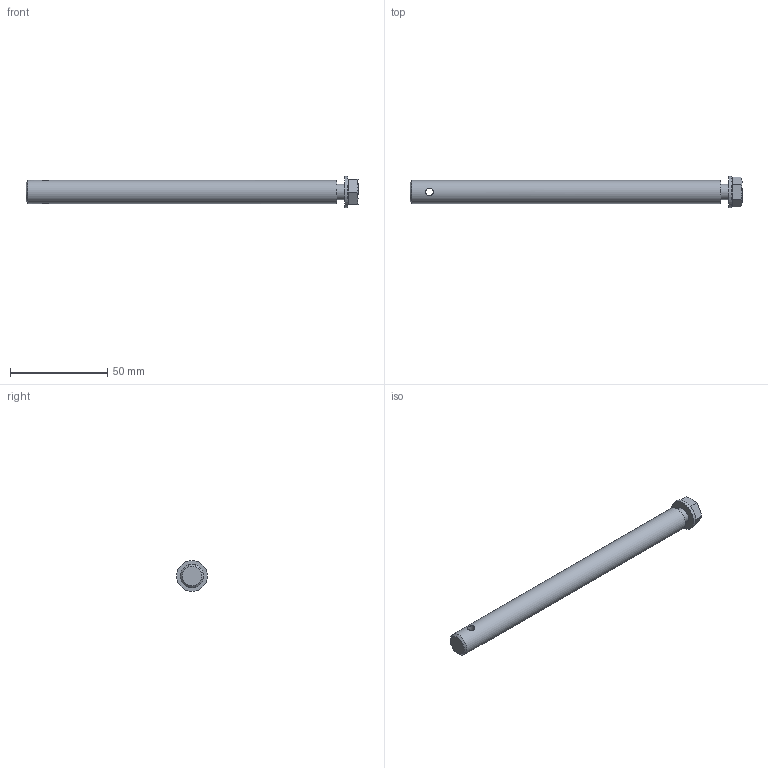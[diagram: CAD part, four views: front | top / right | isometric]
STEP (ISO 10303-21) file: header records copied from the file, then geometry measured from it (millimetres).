
FILE_DESCRIPTION((''),'2;1');
FILE_NAME('731216.stp','2013-07-25T09:27:07',('VeronikaF'),(''),'Autodesk Inventor 2011','Autodesk Inventor 2011','');
FILE_SCHEMA(('AUTOMOTIVE_DESIGN { 1 0 10303 214 1 1 1 1 }'));
Length unit declared in the file: millimetre
Products named in the file (4): 731216; 731216_001; DIN 125 A 8,4; DIN EN 24017 M8 x 16
Assembly tree (3 placements, depth 2):
  731216
    731216_001
    DIN 125 A 8,4
    DIN EN 24017 M8 x 16
Bounding box: 170.9 x 16 x 16 mm (x, y, z)
Volume: 18988.8 mm3; surface area: 8096.8 mm2
Topology: 3 solids, 3 shells, 31 faces, 62 edges, 38 vertices
Faces by surface type: plane 14, cone 10, cylinder 7
Full cylindrical faces by diameter (mm): 4 x1, 6.647 x1, 8 x1, 8.4 x1, 11.63 x1, 12 x1, 16 x1
Entity records: 880 total; most frequent: CARTESIAN_POINT 210, DIRECTION 130, ORIENTED_EDGE 94, AXIS2_PLACEMENT_3D 59, EDGE_LOOP 48, EDGE_CURVE 47, VERTEX_POINT 35, FACE_OUTER_BOUND 31
